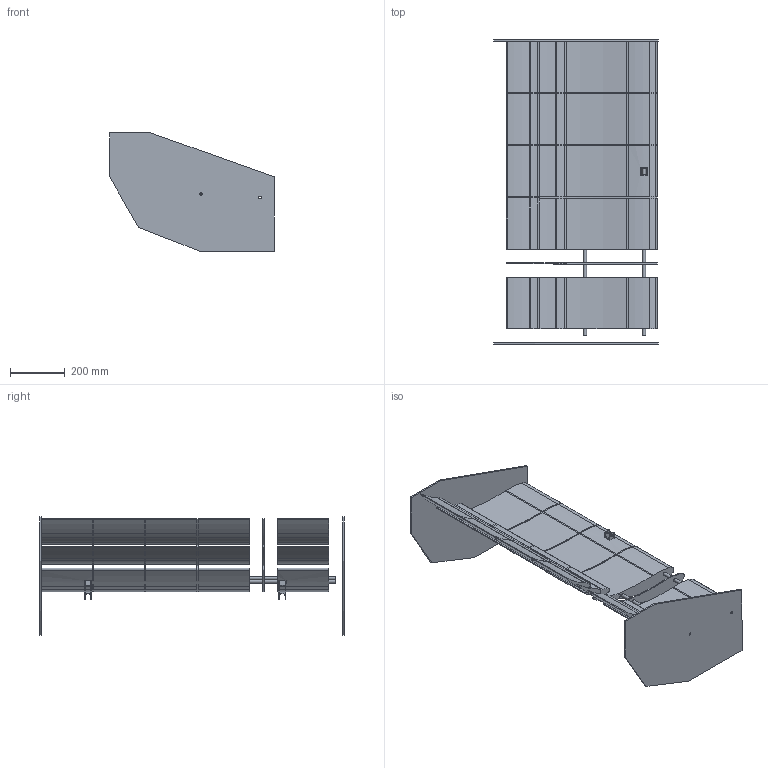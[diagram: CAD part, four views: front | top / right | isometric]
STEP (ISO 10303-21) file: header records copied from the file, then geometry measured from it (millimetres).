
FILE_DESCRIPTION(/* description */ (''),/* implementation_level */ '2;1');
FILE_NAME(/* name */ 'Rrwing cost.stp',/* time_stamp */ '2018-06-13T22:06:30+09:00',/* author */ ('ku_sk'),/* organization */ (''),/* preprocessor_version */ 'ST-DEVELOPER v17',/* originating_system */ 'Autodesk Inventor 2018',/* authorisation */ '');
FILE_SCHEMA (('AUTOMOTIVE_DESIGN { 1 0 10303 214 3 1 1 }'));
Length unit declared in the file: millimetre
Products named in the file (11): Rrwing cost; endplate; mainflap; splitter; subflap; mainflap for center; mainflap for side; mainflap for side R; axis_r1; bracket FU RL; bracket FL
Assembly tree (28 placements, depth 2):
  Rrwing cost
    endplate  x2
    mainflap  x2
    splitter  x4
    subflap  x10
    mainflap for center
    mainflap for side
    mainflap for side R
    axis_r1  x2
    bracket FU RL  x3
    bracket FL  x2
Bounding box: 600 x 1108 x 430 mm (x, y, z)
Volume: 20192786.5 mm3; surface area: 2733670.8 mm2
Topology: 28 solids, 28 shells, 570 faces, 1542 edges, 1028 vertices
Faces by surface type: cylinder 388, plane 182
Full cylindrical faces by diameter (mm): 8 x10, 9 x6, 12 x35
Entity records: 7446 total; most frequent: DIRECTION 1346, CARTESIAN_POINT 1202, ORIENTED_EDGE 1140, EDGE_CURVE 570, AXIS2_PLACEMENT_3D 524, VERTEX_POINT 380, LINE 298, VECTOR 298
